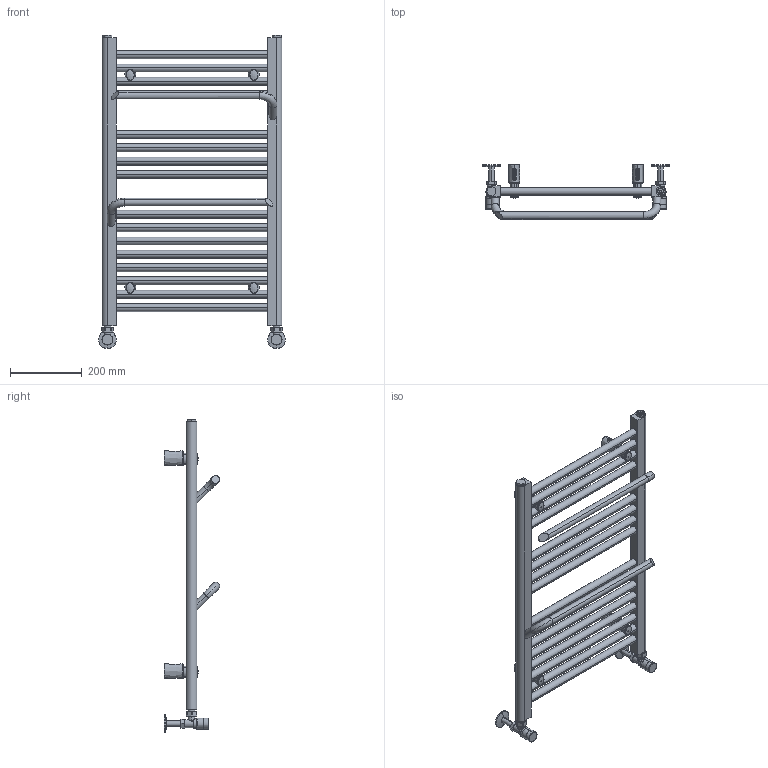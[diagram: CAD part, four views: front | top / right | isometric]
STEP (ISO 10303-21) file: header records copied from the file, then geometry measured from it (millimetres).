
FILE_DESCRIPTION (( 'STEP AP203' ), '1' );
FILE_NAME ('R01383Ê÷è¾-800x500.STEP', '2020-09-11T06:20:18', ( 'USER-' ), ( 'MS' ), 'SwSTEP 2.0', 'SolidWorks 2010', '' );
FILE_SCHEMA (( 'CONFIG_CONTROL_DESIGN' ));
Length unit declared in the file: millimetre
Products named in the file (15): 訇減俔奪2; 變瑞; RP0101-02; RP0102-01_Default; R01383攷颲-800x500; 500翋奪; 訇減俔奪; 佪黑; 褒概; R01盓傅郋极; RP0101-03; RP0101-03蚾庉裔; M6X35坋趼蹟佪隊_GB_WOOD_SCREWS_TYPE136 M6X35-C; M5X16坋趼蹟佪隊_GB_SOCKET_TYPE7 M5X16-C; 1180盓奪
Assembly tree (34 placements, depth 3):
  R01383攷颲-800x500
    1180盓奪  x16
    褒概  x2
    500翋奪  x2
    R01盓傅郋极  x4
      M6X35坋趼蹟佪隊_GB_WOOD_SCREWS_TYPE136 M6X35-C
      RP0101-02
      M5X16坋趼蹟佪隊_GB_SOCKET_TYPE7 M5X16-C
      RP0102-01_Default
      RP0101-03蚾庉裔
      RP0101-03
    佪黑
    訇減俔奪
    變瑞
    訇減俔奪2
Bounding box: 520 x 153.8 x 870.5 mm (x, y, z)
Volume: 5005605.7 mm3; surface area: 906316.3 mm2
Topology: 50 solids, 50 shells, 1174 faces, 2782 edges, 1732 vertices
Faces by surface type: plane 434, cylinder 422, bspline 140, torus 76, cone 54, sphere 48
Entity records: 21081 total; most frequent: CARTESIAN_POINT 10570, DIRECTION 1786, ORIENTED_EDGE 1724, EDGE_CURVE 862, AXIS2_PLACEMENT_3D 710, VERTEX_POINT 544, EDGE_LOOP 392, VECTOR 366
